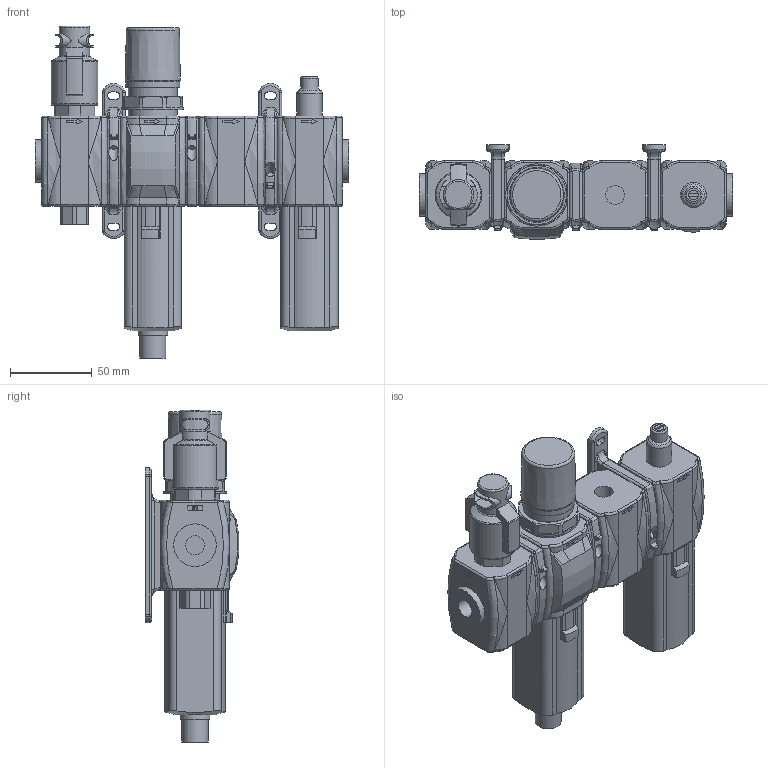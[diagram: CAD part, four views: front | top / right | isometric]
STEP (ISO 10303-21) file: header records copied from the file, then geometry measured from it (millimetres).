
FILE_DESCRIPTION(/* description */ ('Unknown'),/* implementation_level */ '2;1');
FILE_NAME(/* name */ 'GN171BVN@',/* time_stamp */ '2018-09-19T13:00:18-04:00',/* author */ ('Unknown'),/* organization */ ('Unknown'),/* preprocessor_version */ 'ST-DEVELOPER v16.7',/* originating_system */ 'DEX',/* authorisation */ $);
FILE_SCHEMA (('AUTOMOTIVE_DESIGN {1 0 10303 214 3 1 1}'));
Length unit declared in the file: millimetre
Products named in the file (7): GN171BVN; #171BVL; T171Y; #171BEM##; T171X; T171BPA; #171BL
Assembly tree (7 placements, depth 2):
  GN171BVN
    #171BVL
    T171Y  x2
    #171BEM##
    T171X
    T171BPA
    #171BL
Bounding box: 191.4 x 57.32 x 202.6 mm (x, y, z)
Volume: 678489.4 mm3; surface area: 113430 mm2
Topology: 8 solids, 9 shells, 1046 faces, 2568 edges, 1611 vertices
Faces by surface type: plane 464, cylinder 312, bspline 151, torus 85, cone 18, sphere 16
Full cylindrical faces by diameter (mm): 4 x1, 5.6 x1, 6 x4, 10.5 x1, 11.445 x11, 11.5 x1, 15.5 x1, 16 x1, 18 x1, 18.5 x1, 26 x11, 28.5 x1, 30 x2, 31 x1, 33 x1, 38 x1
Entity records: 37552 total; most frequent: CARTESIAN_POINT 9787, ORIENTED_EDGE 4636, DIRECTION 4010, EDGE_CURVE 2318, VERTEX_POINT 1502, AXIS2_PLACEMENT_3D 1381, LINE 1248, VECTOR 1248
